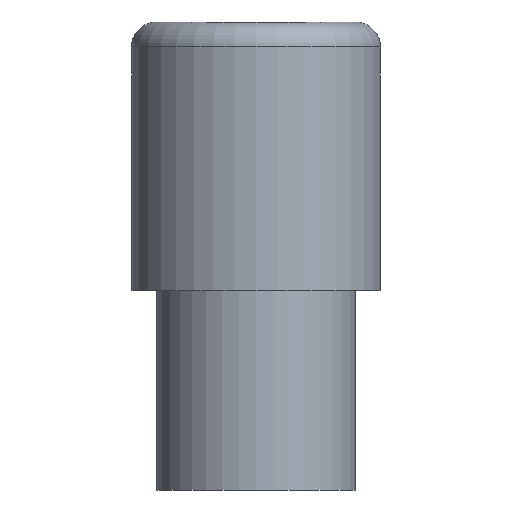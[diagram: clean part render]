
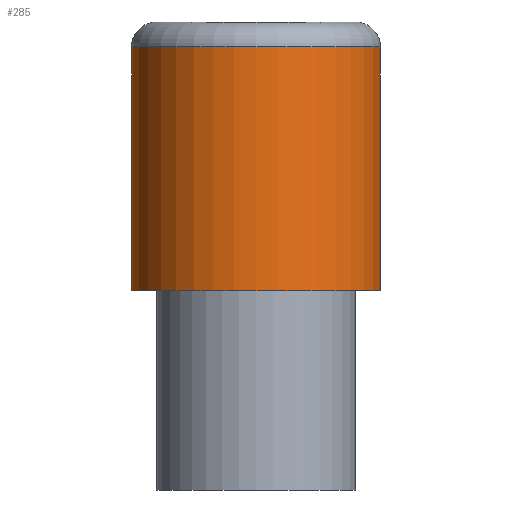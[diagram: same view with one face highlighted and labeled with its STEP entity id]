
A CAD part, left-side view. The second image highlights one B-rep face of the part: STEP entity #285.
In plain terms, the highlighted cylindrical face has radius 50 mm (diameter 100 mm), a full revolution.
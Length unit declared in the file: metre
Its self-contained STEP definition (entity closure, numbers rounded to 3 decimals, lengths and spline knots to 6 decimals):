
#34=LINE('',#524,#38);
#35=LINE('',#541,#39);
#38=VECTOR('',#376,1.);
#39=VECTOR('',#377,1.);
#42=B_SPLINE_CURVE_WITH_KNOTS('',3,(#474,#475,#476,#477,#478,#479,#480,
#481,#482,#483,#484,#485,#486,#487,#488,#489),.UNSPECIFIED.,.F.,.F.,(4,
1,1,1,1,1,1,1,1,1,1,1,1,4),(0.,0.008912,0.013368,
0.017824,0.02228,0.026736,0.031192,
0.035648,0.040104,0.044561,0.053473,
0.057929,0.062385,0.071297),.UNSPECIFIED.);
#43=B_SPLINE_CURVE_WITH_KNOTS('',3,(#492,#493,#494,#495,#496,#497,#498,
#499,#500,#501,#502,#503,#504,#505),.UNSPECIFIED.,.F.,.F.,(4,1,1,1,1,1,
1,1,1,1,1,4),(0.,0.007357,0.011036,
0.014714,0.022071,0.02575,0.029428,
0.033107,0.036785,0.044142,0.051499,
0.058856),.UNSPECIFIED.);
#44=B_SPLINE_CURVE_WITH_KNOTS('',3,(#507,#508,#509,#510,#511,#512,#513,
#514,#515,#516,#517,#518,#519,#520,#521,#522),.UNSPECIFIED.,.F.,.F.,(4,
1,1,1,1,1,1,1,1,1,1,1,1,4),(0.,0.008912,0.013368,0.017824,
0.02228,0.026736,0.031192,0.035648,
0.040104,0.044561,0.053473,0.057929,
0.062385,0.071297),.UNSPECIFIED.);
#45=B_SPLINE_CURVE_WITH_KNOTS('',3,(#526,#527,#528,#529,#530,#531,#532,
#533,#534,#535,#536,#537,#538,#539),.UNSPECIFIED.,.F.,.F.,(4,1,1,1,1,1,
1,1,1,1,1,4),(0.,0.007359,0.011038,0.014718,
0.022076,0.025756,0.029435,0.033115,
0.036794,0.044153,0.051512,0.058871),
 .UNSPECIFIED.);
#50=ORIENTED_EDGE('',*,*,#122,.T.);
#51=ORIENTED_EDGE('',*,*,#123,.T.);
#52=ORIENTED_EDGE('',*,*,#124,.F.);
#53=ORIENTED_EDGE('',*,*,#125,.T.);
#54=ORIENTED_EDGE('',*,*,#126,.F.);
#55=ORIENTED_EDGE('',*,*,#127,.F.);
#56=ORIENTED_EDGE('',*,*,#128,.F.);
#57=ORIENTED_EDGE('',*,*,#129,.F.);
#122=EDGE_CURVE('',#158,#158,#184,.F.);
#123=EDGE_CURVE('',#159,#159,#185,.T.);
#124=EDGE_CURVE('',#160,#161,#42,.T.);
#125=EDGE_CURVE('',#160,#162,#43,.T.);
#126=EDGE_CURVE('',#163,#162,#44,.T.);
#127=EDGE_CURVE('',#164,#163,#34,.F.);
#128=EDGE_CURVE('',#165,#164,#45,.T.);
#129=EDGE_CURVE('',#161,#165,#35,.F.);
#158=VERTEX_POINT('',#471);
#159=VERTEX_POINT('',#473);
#160=VERTEX_POINT('',#490);
#161=VERTEX_POINT('',#491);
#162=VERTEX_POINT('',#506);
#163=VERTEX_POINT('',#523);
#164=VERTEX_POINT('',#525);
#165=VERTEX_POINT('',#540);
#184=CIRCLE('',#322,0.05);
#185=CIRCLE('',#323,0.05);
#208=EDGE_LOOP('',(#50));
#209=EDGE_LOOP('',(#51));
#210=EDGE_LOOP('',(#52,#53,#54,#55,#56,#57));
#242=FACE_BOUND('',#208,.T.);
#243=FACE_BOUND('',#209,.T.);
#244=FACE_BOUND('',#210,.T.);
#276=CYLINDRICAL_SURFACE('',#321,0.05);
#285=ADVANCED_FACE('',(#242,#243,#244),#276,.T.);
#321=AXIS2_PLACEMENT_3D('',#469,#370,#371);
#322=AXIS2_PLACEMENT_3D('',#470,#372,#373);
#323=AXIS2_PLACEMENT_3D('',#472,#374,#375);
#370=DIRECTION('',(0.,0.,-1.));
#371=DIRECTION('',(-1.,0.,0.));
#372=DIRECTION('',(0.,0.,1.));
#373=DIRECTION('',(1.,0.,0.));
#374=DIRECTION('',(0.,0.,1.));
#375=DIRECTION('',(1.,0.,0.));
#376=DIRECTION('',(0.,0.,-1.));
#377=DIRECTION('',(0.,0.,-1.));
#469=CARTESIAN_POINT('',(0.,0.212,0.1));
#470=CARTESIAN_POINT('',(0.,0.212,0.098));
#471=CARTESIAN_POINT('',(0.05,0.212,0.098));
#472=CARTESIAN_POINT('',(0.,0.212,0.));
#473=CARTESIAN_POINT('',(0.05,0.212,0.));
#474=CARTESIAN_POINT('',(0.04,0.182,0.021933));
#475=CARTESIAN_POINT('',(0.041316,0.183755,0.019876));
#476=CARTESIAN_POINT('',(0.043232,0.186668,0.017092));
#477=CARTESIAN_POINT('',(0.045522,0.191193,0.013941));
#478=CARTESIAN_POINT('',(0.047054,0.194926,0.011897));
#479=CARTESIAN_POINT('',(0.048306,0.198867,0.010261));
#480=CARTESIAN_POINT('',(0.049269,0.203109,0.009023));
#481=CARTESIAN_POINT('',(0.049861,0.207492,0.00827));
#482=CARTESIAN_POINT('',(0.050067,0.211917,0.008009));
#483=CARTESIAN_POINT('',(0.049868,0.216452,0.008261));
#484=CARTESIAN_POINT('',(0.049087,0.222269,0.009255));
#485=CARTESIAN_POINT('',(0.047569,0.227816,0.011209));
#486=CARTESIAN_POINT('',(0.045551,0.232742,0.013902));
#487=CARTESIAN_POINT('',(0.04324,0.237325,0.01708));
#488=CARTESIAN_POINT('',(0.041318,0.240243,0.019874));
#489=CARTESIAN_POINT('',(0.04,0.242,0.021933));
#490=CARTESIAN_POINT('',(0.04,0.182,0.021933));
#491=CARTESIAN_POINT('',(0.04,0.242,0.021933));
#492=CARTESIAN_POINT('',(0.04,0.182,0.021933));
#493=CARTESIAN_POINT('',(0.038917,0.180556,0.023633));
#494=CARTESIAN_POINT('',(0.03729,0.178631,0.02633));
#495=CARTESIAN_POINT('',(0.035246,0.176515,0.030252));
#496=CARTESIAN_POINT('',(0.033331,0.174693,0.034459));
#497=CARTESIAN_POINT('',(0.031794,0.173401,0.038953));
#498=CARTESIAN_POINT('',(0.030924,0.172709,0.043826));
#499=CARTESIAN_POINT('',(0.0307,0.172535,0.047495));
#500=CARTESIAN_POINT('',(0.030922,0.172708,0.051226));
#501=CARTESIAN_POINT('',(0.031778,0.173388,0.056044));
#502=CARTESIAN_POINT('',(0.033724,0.175025,0.061751));
#503=CARTESIAN_POINT('',(0.036722,0.17796,0.067786));
#504=CARTESIAN_POINT('',(0.038917,0.180555,0.071429));
#505=CARTESIAN_POINT('',(0.04,0.182,0.073129));
#506=CARTESIAN_POINT('',(0.04,0.182,0.073129));
#507=CARTESIAN_POINT('',(0.04,0.242,0.073129));
#508=CARTESIAN_POINT('',(0.041316,0.240245,0.075185));
#509=CARTESIAN_POINT('',(0.043232,0.237332,0.07797));
#510=CARTESIAN_POINT('',(0.045522,0.232807,0.08112));
#511=CARTESIAN_POINT('',(0.047054,0.229074,0.083165));
#512=CARTESIAN_POINT('',(0.048306,0.225133,0.084801));
#513=CARTESIAN_POINT('',(0.049269,0.220891,0.086039));
#514=CARTESIAN_POINT('',(0.049861,0.216508,0.086792));
#515=CARTESIAN_POINT('',(0.050067,0.212083,0.087053));
#516=CARTESIAN_POINT('',(0.049868,0.207548,0.086801));
#517=CARTESIAN_POINT('',(0.049087,0.201731,0.085806));
#518=CARTESIAN_POINT('',(0.047569,0.196184,0.083852));
#519=CARTESIAN_POINT('',(0.045551,0.191258,0.08116));
#520=CARTESIAN_POINT('',(0.04324,0.186675,0.077982));
#521=CARTESIAN_POINT('',(0.041318,0.183757,0.075188));
#522=CARTESIAN_POINT('',(0.04,0.182,0.073129));
#523=CARTESIAN_POINT('',(0.04,0.242,0.073129));
#524=CARTESIAN_POINT('',(0.04,0.242,0.1));
#525=CARTESIAN_POINT('',(0.04,0.242,0.073104));
#526=CARTESIAN_POINT('',(0.04,0.242,0.021949));
#527=CARTESIAN_POINT('',(0.038914,0.243448,0.023645));
#528=CARTESIAN_POINT('',(0.037282,0.245378,0.026336));
#529=CARTESIAN_POINT('',(0.035231,0.2475,0.030253));
#530=CARTESIAN_POINT('',(0.033308,0.249328,0.034455));
#531=CARTESIAN_POINT('',(0.031763,0.250625,0.038947));
#532=CARTESIAN_POINT('',(0.030888,0.25132,0.043821));
#533=CARTESIAN_POINT('',(0.030662,0.251495,0.047489));
#534=CARTESIAN_POINT('',(0.030886,0.251321,0.051223));
#535=CARTESIAN_POINT('',(0.031746,0.250639,0.056039));
#536=CARTESIAN_POINT('',(0.033702,0.248995,0.061744));
#537=CARTESIAN_POINT('',(0.036712,0.246052,0.067772));
#538=CARTESIAN_POINT('',(0.038914,0.243448,0.071409));
#539=CARTESIAN_POINT('',(0.04,0.242,0.073104));
#540=CARTESIAN_POINT('',(0.04,0.242,0.021949));
#541=CARTESIAN_POINT('',(0.04,0.242,0.1));
